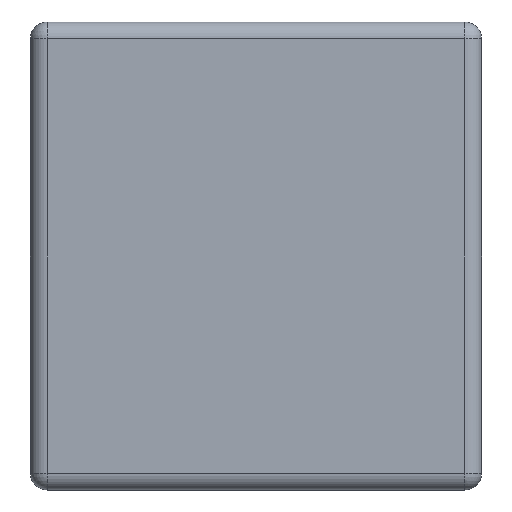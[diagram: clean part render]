
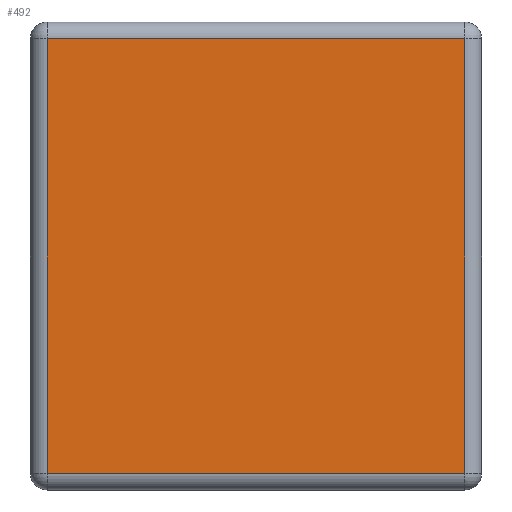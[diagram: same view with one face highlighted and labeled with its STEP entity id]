
A CAD part, left-side view. The second image highlights one B-rep face of the part: STEP entity #492.
In plain terms, the highlighted planar face has unit normal (-1, 0, 0).
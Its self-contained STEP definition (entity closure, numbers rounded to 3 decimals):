
#81=CARTESIAN_POINT('',(-1.7,1.25,0.1));
#82=VERTEX_POINT('',#81);
#107=CARTESIAN_POINT('',(-1.7,1.25,2.7));
#108=VERTEX_POINT('',#107);
#151=CARTESIAN_POINT('',(-1.7,-1.25,0.1));
#152=VERTEX_POINT('',#151);
#175=CARTESIAN_POINT('',(-1.7,-1.25,2.7));
#176=VERTEX_POINT('',#175);
#243=CARTESIAN_POINT('',(-1.7,-1.25,2.7));
#244=DIRECTION('',(0.0,0.0,-1.0));
#245=VECTOR('',#244,2.6);
#246=LINE('',#243,#245);
#247=EDGE_CURVE('',#176,#152,#246,.T.);
#265=CARTESIAN_POINT('',(-1.7,1.25,2.7));
#266=DIRECTION('',(0.0,-1.0,0.0));
#267=VECTOR('',#266,2.5);
#268=LINE('',#265,#267);
#269=EDGE_CURVE('',#108,#176,#268,.T.);
#294=CARTESIAN_POINT('',(-1.7,-1.25,0.1));
#295=DIRECTION('',(0.0,1.0,0.0));
#296=VECTOR('',#295,2.5);
#297=LINE('',#294,#296);
#298=EDGE_CURVE('',#152,#82,#297,.T.);
#348=CARTESIAN_POINT('',(-1.7,1.25,0.1));
#349=DIRECTION('',(0.0,0.0,1.0));
#350=VECTOR('',#349,2.6);
#351=LINE('',#348,#350);
#352=EDGE_CURVE('',#82,#108,#351,.T.);
#481=CARTESIAN_POINT('',(-1.7,-1.35,0.0));
#482=DIRECTION('',(-1.0,0.0,0.0));
#483=DIRECTION('',(0.0,0.0,1.0));
#484=AXIS2_PLACEMENT_3D('',#481,#482,#483);
#485=PLANE('',#484);
#486=ORIENTED_EDGE('',*,*,#247,.F.);
#487=ORIENTED_EDGE('',*,*,#269,.F.);
#488=ORIENTED_EDGE('',*,*,#352,.F.);
#489=ORIENTED_EDGE('',*,*,#298,.F.);
#490=EDGE_LOOP('',(#486,#487,#488,#489));
#491=FACE_OUTER_BOUND('',#490,.T.);
#492=ADVANCED_FACE('',(#491),#485,.T.);
